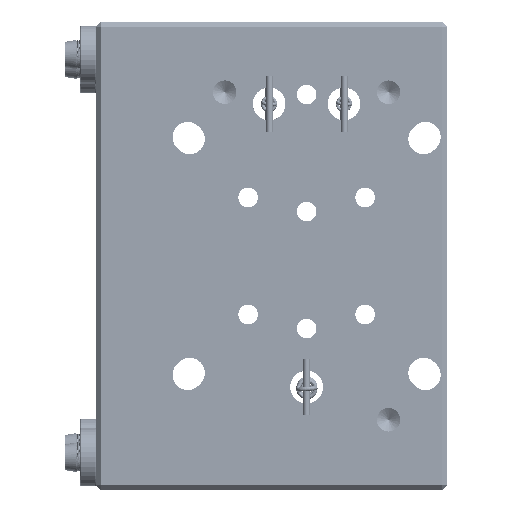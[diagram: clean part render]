
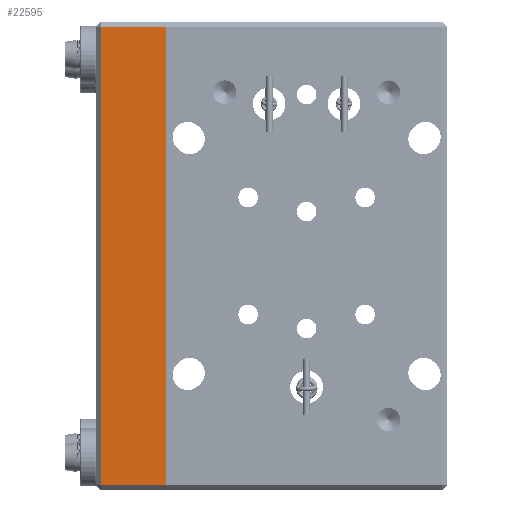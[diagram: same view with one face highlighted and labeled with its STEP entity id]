
A CAD part, front view. The second image highlights one B-rep face of the part: STEP entity #22595.
In plain terms, the highlighted planar face has unit normal (0, -1, 0).
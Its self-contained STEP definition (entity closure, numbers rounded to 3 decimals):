
#2882=FACE_OUTER_BOUND('',#4385,.T.);
#4385=EDGE_LOOP('',(#16905,#16906,#16907,#16908));
#6022=LINE('',#33950,#7444);
#6073=LINE('',#34095,#7495);
#6082=LINE('',#34111,#7504);
#6084=LINE('',#34115,#7506);
#7444=VECTOR('',#27861,10.);
#7495=VECTOR('',#28010,10.);
#7504=VECTOR('',#28027,10.);
#7506=VECTOR('',#28033,10.);
#9727=VERTEX_POINT('',#33947);
#9728=VERTEX_POINT('',#33949);
#9773=VERTEX_POINT('',#34091);
#9775=VERTEX_POINT('',#34104);
#12287=EDGE_CURVE('',#9728,#9727,#6022,.T.);
#12361=EDGE_CURVE('',#9728,#9773,#6073,.T.);
#12370=EDGE_CURVE('',#9775,#9727,#6082,.T.);
#12372=EDGE_CURVE('',#9773,#9775,#6084,.T.);
#16905=ORIENTED_EDGE('',*,*,#12361,.F.);
#16906=ORIENTED_EDGE('',*,*,#12287,.T.);
#16907=ORIENTED_EDGE('',*,*,#12370,.F.);
#16908=ORIENTED_EDGE('',*,*,#12372,.F.);
#21995=PLANE('',#24410);
#22595=ADVANCED_FACE('',(#2882),#21995,.T.);
#24410=AXIS2_PLACEMENT_3D('',#34156,#28094,#28095);
#27861=DIRECTION('',(0.,0.,1.));
#28010=DIRECTION('',(-1.,0.,0.));
#28027=DIRECTION('',(1.,0.,0.));
#28033=DIRECTION('',(0.,0.,1.));
#28094=DIRECTION('center_axis',(0.,-1.,0.));
#28095=DIRECTION('ref_axis',(0.,0.,1.));
#33947=CARTESIAN_POINT('',(-67.187,-11.759,90.418));
#33949=CARTESIAN_POINT('',(-67.187,-11.759,-7.582));
#33950=CARTESIAN_POINT('',(-67.187,-11.759,-8.582));
#34091=CARTESIAN_POINT('',(-81.187,-11.759,-7.582));
#34095=CARTESIAN_POINT('',(-67.187,-11.759,-7.582));
#34104=CARTESIAN_POINT('',(-81.187,-11.759,90.418));
#34111=CARTESIAN_POINT('',(-67.187,-11.759,90.418));
#34115=CARTESIAN_POINT('',(-81.187,-11.759,16.418));
#34156=CARTESIAN_POINT('Origin',(-67.187,-11.759,-8.582));
